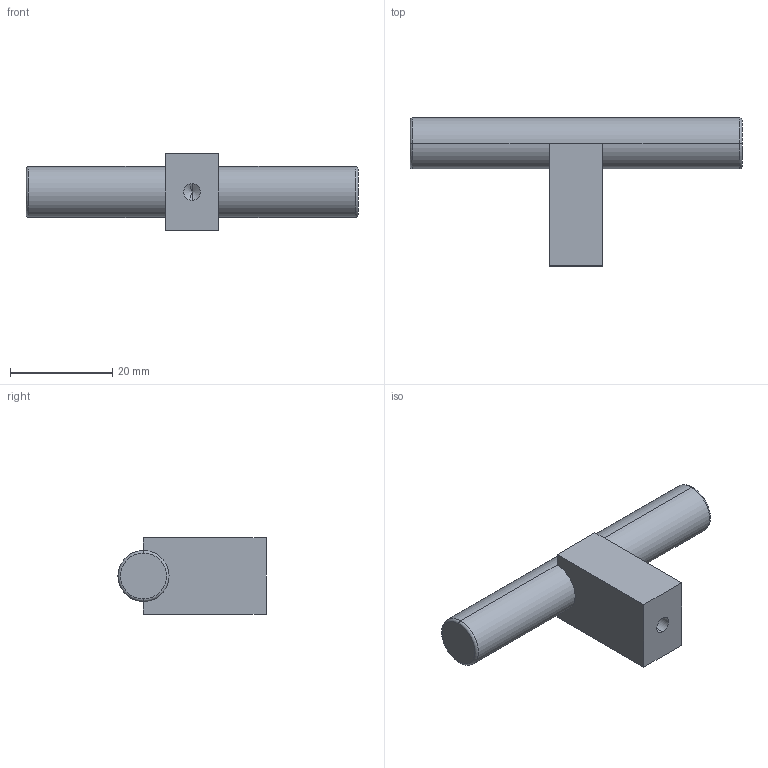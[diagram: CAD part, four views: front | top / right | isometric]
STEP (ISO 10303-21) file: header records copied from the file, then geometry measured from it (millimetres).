
FILE_DESCRIPTION (( 'STEP AP214' ), '1' );
FILE_NAME ('F005470,F005477,F005484_3D.step', '2022-08-15T13:29:47', ( '' ), ( '' ), 'SwSTEP 2.0', 'SolidWorks 2020', '' );
FILE_SCHEMA (( 'AUTOMOTIVE_DESIGN' ));
Length unit declared in the file: millimetre
Products named in the file (1): F005470,F005477,F005484_3D
Bounding box: 65 x 29 x 15 mm (x, y, z)
Volume: 8393.9 mm3; surface area: 3465.5 mm2
Topology: 1 solids, 1 shells, 20 faces, 44 edges, 25 vertices
Faces by surface type: plane 9, cylinder 5, torus 4, cone 2
Entity records: 588 total; most frequent: DIRECTION 102, CARTESIAN_POINT 88, ORIENTED_EDGE 84, EDGE_CURVE 42, AXIS2_PLACEMENT_3D 39, VERTEX_POINT 25, VECTOR 24, LINE 24
